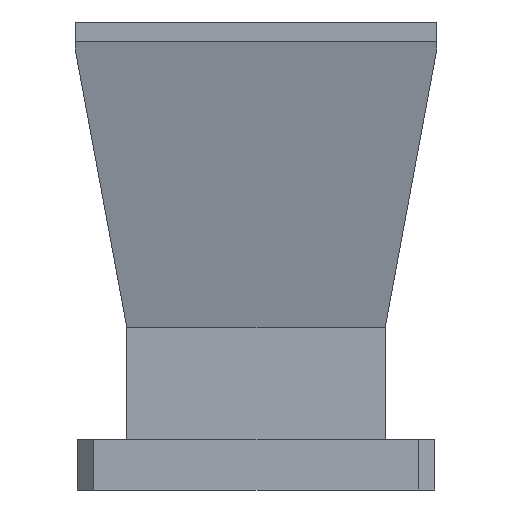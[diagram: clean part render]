
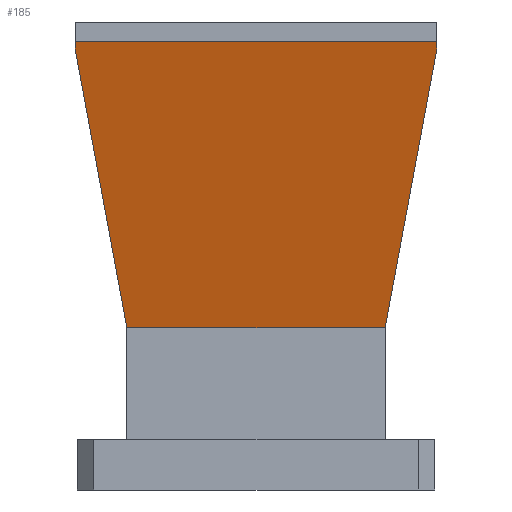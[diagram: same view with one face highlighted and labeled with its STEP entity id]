
A CAD part, left-side view. The second image highlights one B-rep face of the part: STEP entity #185.
In plain terms, the highlighted planar face has unit normal (-0.969, 0, -0.249).
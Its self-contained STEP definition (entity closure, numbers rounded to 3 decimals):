
#5 = CARTESIAN_POINT ( 'NONE',  ( -13.561, 21.634, 67.514 ) ) ;
#9 = CARTESIAN_POINT ( 'NONE',  ( -8.975, -15.455, 49.684 ) ) ;
#16 = VERTEX_POINT ( 'NONE', #980 ) ;
#30 = ORIENTED_EDGE ( 'NONE', *, *, #1172, .T. ) ;
#34 = EDGE_CURVE ( 'NONE', #340, #754, #138, .T. ) ;
#49 = CARTESIAN_POINT ( 'NONE',  ( -8.997, -15.455, 49.77 ) ) ;
#67 = EDGE_CURVE ( 'NONE', #525, #16, #693, .T. ) ;
#69 = EDGE_CURVE ( 'NONE', #164, #525, #506, .T. ) ;
#138 = LINE ( 'NONE', #535, #936 ) ;
#142 = CARTESIAN_POINT ( 'NONE',  ( -17.555, -21.634, 83.043 ) ) ;
#164 = VERTEX_POINT ( 'NONE', #286 ) ;
#176 = LINE ( 'NONE', #366, #650 ) ;
#185 = ADVANCED_FACE ( 'NONE', ( #1161 ), #442, .T. ) ;
#187 = VECTOR ( 'NONE', #1002, 1000. ) ;
#221 = DIRECTION ( 'NONE',  ( 0., 1., 0. ) ) ;
#227 = CARTESIAN_POINT ( 'NONE',  ( -17.786, 0., 83.941 ) ) ;
#270 = CARTESIAN_POINT ( 'NONE',  ( -13.561, -15.455, 67.514 ) ) ;
#280 = CARTESIAN_POINT ( 'NONE',  ( -17.555, 21.634, 83.043 ) ) ;
#286 = CARTESIAN_POINT ( 'NONE',  ( -17.786, 21.634, 83.941 ) ) ;
#310 = ORIENTED_EDGE ( 'NONE', *, *, #1031, .T. ) ;
#340 = VERTEX_POINT ( 'NONE', #584 ) ;
#346 = DIRECTION ( 'NONE',  ( -0.968, 0., -0.249 ) ) ;
#356 = VERTEX_POINT ( 'NONE', #49 ) ;
#366 = CARTESIAN_POINT ( 'NONE',  ( -8.975, 0., 49.684 ) ) ;
#415 = DIRECTION ( 'NONE',  ( 0.249, 0., -0.968 ) ) ;
#417 = VERTEX_POINT ( 'NONE', #568 ) ;
#427 = CARTESIAN_POINT ( 'NONE',  ( -8.997, 15.455, 49.77 ) ) ;
#442 = PLANE ( 'NONE',  #803 ) ;
#448 = ORIENTED_EDGE ( 'NONE', *, *, #1058, .F. ) ;
#470 = LINE ( 'NONE', #142, #872 ) ;
#483 = VECTOR ( 'NONE', #1019, 1000. ) ;
#506 = LINE ( 'NONE', #5, #893 ) ;
#512 = LINE ( 'NONE', #427, #790 ) ;
#525 = VERTEX_POINT ( 'NONE', #691 ) ;
#535 = CARTESIAN_POINT ( 'NONE',  ( -13.561, -21.634, 67.514 ) ) ;
#542 = ORIENTED_EDGE ( 'NONE', *, *, #67, .T. ) ;
#568 = CARTESIAN_POINT ( 'NONE',  ( -8.975, 15.455, 49.684 ) ) ;
#584 = CARTESIAN_POINT ( 'NONE',  ( -17.555, -21.634, 83.043 ) ) ;
#636 = DIRECTION ( 'NONE',  ( 0.249, 0., -0.968 ) ) ;
#650 = VECTOR ( 'NONE', #793, 1000. ) ;
#691 = CARTESIAN_POINT ( 'NONE',  ( -17.555, 21.634, 83.043 ) ) ;
#693 = LINE ( 'NONE', #280, #483 ) ;
#710 = EDGE_LOOP ( 'NONE', ( #1133, #310, #1065, #542, #732, #1072, #30, #448 ) ) ;
#732 = ORIENTED_EDGE ( 'NONE', *, *, #891, .T. ) ;
#754 = VERTEX_POINT ( 'NONE', #1308 ) ;
#765 = CARTESIAN_POINT ( 'NONE',  ( -13.561, 0., 67.514 ) ) ;
#790 = VECTOR ( 'NONE', #636, 1000. ) ;
#793 = DIRECTION ( 'NONE',  ( 0., -1., 0. ) ) ;
#803 = AXIS2_PLACEMENT_3D ( 'NONE', #765, #346, #1264 ) ;
#872 = VECTOR ( 'NONE', #1080, 1000. ) ;
#883 = DIRECTION ( 'NONE',  ( -0.249, 0., 0.968 ) ) ;
#891 = EDGE_CURVE ( 'NONE', #16, #417, #512, .T. ) ;
#893 = VECTOR ( 'NONE', #415, 1000. ) ;
#936 = VECTOR ( 'NONE', #883, 1000. ) ;
#937 = VERTEX_POINT ( 'NONE', #9 ) ;
#980 = CARTESIAN_POINT ( 'NONE',  ( -8.997, 15.455, 49.77 ) ) ;
#984 = LINE ( 'NONE', #227, #1071 ) ;
#1002 = DIRECTION ( 'NONE',  ( -0.249, 0., 0.968 ) ) ;
#1019 = DIRECTION ( 'NONE',  ( 0.245, -0.177, -0.953 ) ) ;
#1031 = EDGE_CURVE ( 'NONE', #754, #164, #984, .T. ) ;
#1058 = EDGE_CURVE ( 'NONE', #340, #356, #470, .T. ) ;
#1065 = ORIENTED_EDGE ( 'NONE', *, *, #69, .T. ) ;
#1071 = VECTOR ( 'NONE', #221, 1000. ) ;
#1072 = ORIENTED_EDGE ( 'NONE', *, *, #1111, .T. ) ;
#1080 = DIRECTION ( 'NONE',  ( 0.245, 0.177, -0.953 ) ) ;
#1111 = EDGE_CURVE ( 'NONE', #417, #937, #176, .T. ) ;
#1133 = ORIENTED_EDGE ( 'NONE', *, *, #34, .T. ) ;
#1161 = FACE_OUTER_BOUND ( 'NONE', #710, .T. ) ;
#1172 = EDGE_CURVE ( 'NONE', #937, #356, #1209, .T. ) ;
#1209 = LINE ( 'NONE', #270, #187 ) ;
#1264 = DIRECTION ( 'NONE',  ( -0.249, 0., 0.968 ) ) ;
#1308 = CARTESIAN_POINT ( 'NONE',  ( -17.786, -21.634, 83.941 ) ) ;
